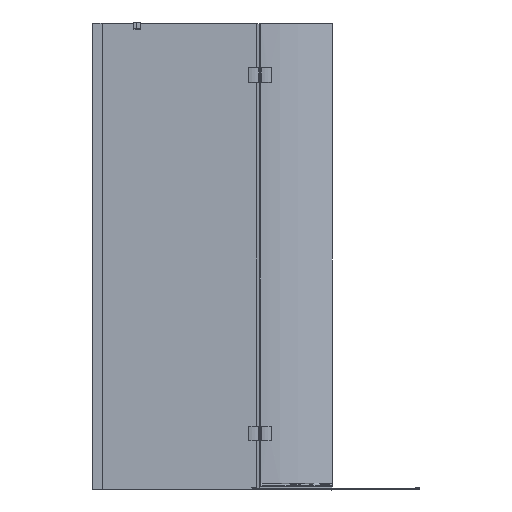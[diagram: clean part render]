
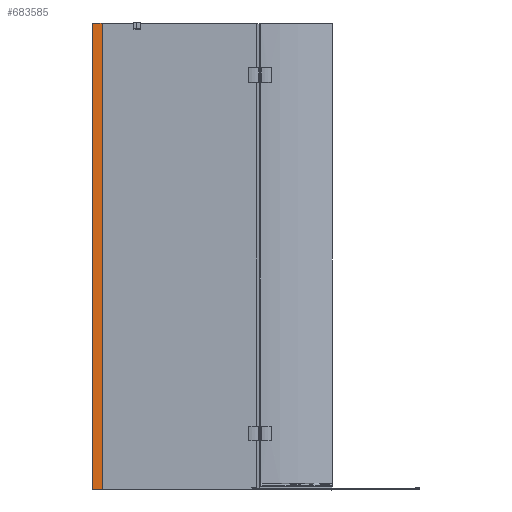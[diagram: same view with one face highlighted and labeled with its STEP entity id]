
A CAD part, top view. The second image highlights one B-rep face of the part: STEP entity #683585.
In plain terms, the highlighted cylindrical face has radius 960.746 mm (diameter 1921.49 mm), a partial arc.
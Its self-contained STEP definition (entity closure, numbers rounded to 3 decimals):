
#3774 = CARTESIAN_POINT ( 'NONE',  ( -312.49, 975., 12.65 ) ) ;
#20472 = ORIENTED_EDGE ( 'NONE', *, *, #758010, .T. ) ;
#36857 = LINE ( 'NONE', #99221, #420348 ) ;
#99221 = CARTESIAN_POINT ( 'NONE',  ( -351.706, 975., 12.644 ) ) ;
#117394 = DIRECTION ( 'NONE',  ( 0., 0., -1. ) ) ;
#118522 = VERTEX_POINT ( 'NONE', #149252 ) ;
#120003 = CARTESIAN_POINT ( 'NONE',  ( -331.953, 975.3, -947.899 ) ) ;
#134074 = VERTEX_POINT ( 'NONE', #193549 ) ;
#149252 = CARTESIAN_POINT ( 'NONE',  ( -312.49, -975., 12.65 ) ) ;
#152213 = DIRECTION ( 'NONE',  ( 0., -1., 0. ) ) ;
#155399 = DIRECTION ( 'NONE',  ( 0., 0., -1. ) ) ;
#185868 = DIRECTION ( 'NONE',  ( 0., 1., 0. ) ) ;
#193549 = CARTESIAN_POINT ( 'NONE',  ( -351.706, -975., 12.644 ) ) ;
#211191 = CARTESIAN_POINT ( 'NONE',  ( -312.49, 975.3, 12.65 ) ) ;
#216298 = ORIENTED_EDGE ( 'NONE', *, *, #512693, .T. ) ;
#248420 = FACE_OUTER_BOUND ( 'NONE', #323561, .T. ) ;
#256222 = EDGE_CURVE ( 'NONE', #118522, #373880, #538774, .T. ) ;
#273325 = EDGE_CURVE ( 'NONE', #134074, #755936, #36857, .T. ) ;
#286910 = CYLINDRICAL_SURFACE ( 'NONE', #645474, 960.747 ) ;
#323561 = EDGE_LOOP ( 'NONE', ( #648489, #216298, #637479, #20472 ) ) ;
#373880 = VERTEX_POINT ( 'NONE', #211191 ) ;
#420348 = VECTOR ( 'NONE', #771016, 1000. ) ;
#455127 = DIRECTION ( 'NONE',  ( 0., 1., 0. ) ) ;
#474739 = AXIS2_PLACEMENT_3D ( 'NONE', #120003, #489220, #117394 ) ;
#487737 = AXIS2_PLACEMENT_3D ( 'NONE', #706566, #455127, #155399 ) ;
#489220 = DIRECTION ( 'NONE',  ( 0., -1., 0. ) ) ;
#512693 = EDGE_CURVE ( 'NONE', #373880, #755936, #630714, .T. ) ;
#524608 = CARTESIAN_POINT ( 'NONE',  ( -351.706, 975.3, 12.644 ) ) ;
#538774 = LINE ( 'NONE', #3774, #730898 ) ;
#630714 = CIRCLE ( 'NONE', #474739, 960.747 ) ;
#637479 = ORIENTED_EDGE ( 'NONE', *, *, #273325, .F. ) ;
#641992 = DIRECTION ( 'NONE',  ( 0., 0., -1. ) ) ;
#645474 = AXIS2_PLACEMENT_3D ( 'NONE', #703391, #152213, #641992 ) ;
#648489 = ORIENTED_EDGE ( 'NONE', *, *, #256222, .T. ) ;
#683585 = ADVANCED_FACE ( 'NONE', ( #248420 ), #286910, .T. ) ;
#703391 = CARTESIAN_POINT ( 'NONE',  ( -331.953, 975., -947.899 ) ) ;
#706566 = CARTESIAN_POINT ( 'NONE',  ( -331.953, -975., -947.899 ) ) ;
#730898 = VECTOR ( 'NONE', #185868, 1000. ) ;
#755936 = VERTEX_POINT ( 'NONE', #524608 ) ;
#758010 = EDGE_CURVE ( 'NONE', #134074, #118522, #769418, .T. ) ;
#769418 = CIRCLE ( 'NONE', #487737, 960.747 ) ;
#771016 = DIRECTION ( 'NONE',  ( 0., 1., 0. ) ) ;
